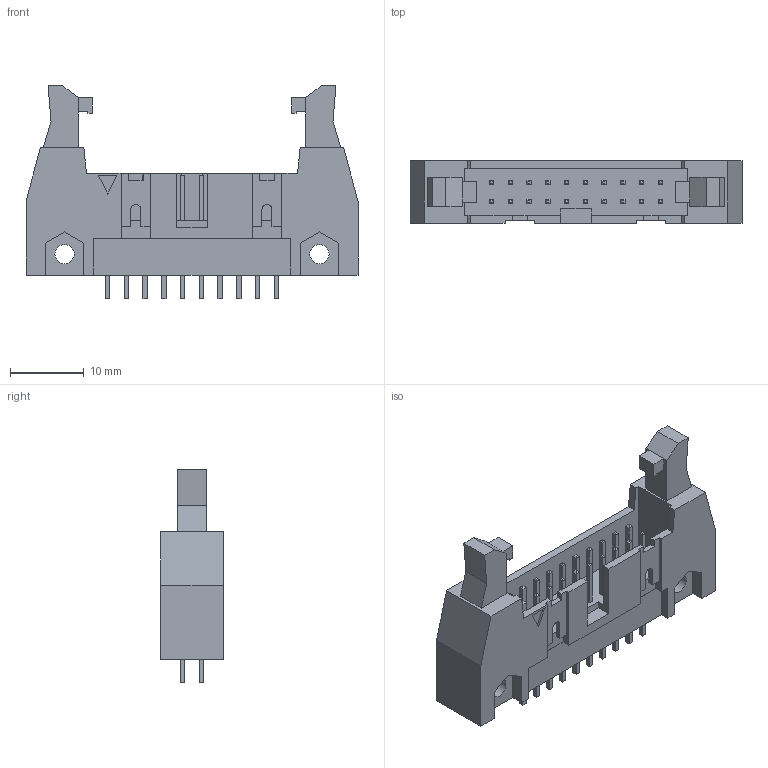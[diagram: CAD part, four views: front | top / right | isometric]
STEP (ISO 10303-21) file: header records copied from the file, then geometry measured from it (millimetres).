
FILE_DESCRIPTION((' '),'2;1');
FILE_NAME( '09185206904.stp', '2022-09-02T09:18:51', (' '), ('--- Datakit www.datakit.com---'), ' Datakit CrossCadWare V2022.3 Jun 15 2022', 'DATAKIT 2022 (c)', ' ');
FILE_SCHEMA(('AP242_MANAGED_MODEL_BASED_3D_ENGINEERING_MIM_LF { 1 0 10303 442 1 1 4 }'));
Length unit declared in the file: millimetre
Products named in the file (1): 09185206904
Bounding box: 45 x 8.5 x 28.95 mm (x, y, z)
Volume: 4062.1 mm3; surface area: 3836.2 mm2
Topology: 1 solids, 1 shells, 390 faces, 953 edges, 606 vertices
Faces by surface type: plane 384, cylinder 6
Full cylindrical faces by diameter (mm): 2.6 x4
Entity records: 11547 total; most frequent: CARTESIAN_POINT 1946, ORIENTED_EDGE 1898, DIRECTION 1743, EDGE_CURVE 949, VECTOR 937, LINE 937, VERTEX_POINT 606, EDGE_LOOP 443
